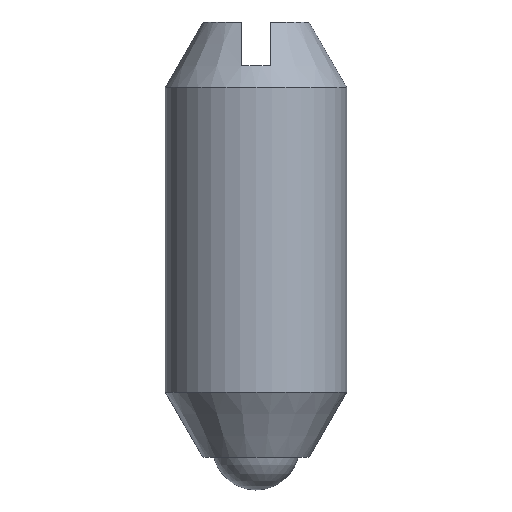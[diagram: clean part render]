
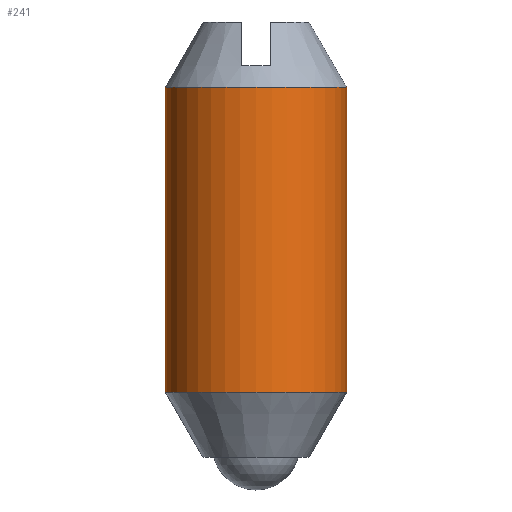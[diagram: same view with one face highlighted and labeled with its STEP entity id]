
A CAD part, front view. The second image highlights one B-rep face of the part: STEP entity #241.
In plain terms, the highlighted cylindrical face has radius 2.5 mm (diameter 5 mm), a partial arc.
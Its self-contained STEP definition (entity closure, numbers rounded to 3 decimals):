
#145=VERTEX_POINT('',#364);
#151=VERTEX_POINT('',#370);
#185=EDGE_CURVE('',#151,#307,#410,.T.);
#189=EDGE_CURVE('',#145,#227,#415,.T.);
#227=VERTEX_POINT('',#455);
#241=ADVANCED_FACE('',(#470),#471,.T.);
#275=EDGE_CURVE('',#145,#151,#508,.T.);
#291=EDGE_CURVE('',#307,#227,#525,.T.);
#307=VERTEX_POINT('',#544);
#364=CARTESIAN_POINT('',(2.5,0.,2.7));
#370=CARTESIAN_POINT('',(2.5,0.,11.1));
#410=CIRCLE('',#671,2.5);
#415=CIRCLE('',#677,2.5);
#455=CARTESIAN_POINT('',(-2.5,0.,2.7));
#470=FACE_OUTER_BOUND('',#763,.T.);
#471=CYLINDRICAL_SURFACE('',#764,2.5);
#508=LINE('',#810,#811);
#525=LINE('',#846,#847);
#544=CARTESIAN_POINT('',(-2.5,0.,11.1));
#671=AXIS2_PLACEMENT_3D('',#980,#981,#982);
#677=AXIS2_PLACEMENT_3D('',#991,#992,#993);
#763=EDGE_LOOP('',(#1046,#1047,#1048,#1049));
#764=AXIS2_PLACEMENT_3D('',#1050,#1051,#1052);
#810=CARTESIAN_POINT('',(2.5,0.,6.9));
#811=VECTOR('',#1088,1.0);
#846=CARTESIAN_POINT('',(-2.5,0.,6.9));
#847=VECTOR('',#1103,1.0);
#980=CARTESIAN_POINT('',(0.,0.,11.1));
#981=DIRECTION('',(0.0,0.0,-1.0));
#982=DIRECTION('',(-1.0,0.,0.0));
#991=CARTESIAN_POINT('',(0.,0.,2.7));
#992=DIRECTION('',(0.0,0.0,-1.0));
#993=DIRECTION('',(-1.0,0.,0.0));
#1046=ORIENTED_EDGE('',*,*,#291,.T.);
#1047=ORIENTED_EDGE('',*,*,#189,.F.);
#1048=ORIENTED_EDGE('',*,*,#275,.T.);
#1049=ORIENTED_EDGE('',*,*,#185,.T.);
#1050=CARTESIAN_POINT('',(0.,0.,6.9));
#1051=DIRECTION('',(-0.0,-0.0,1.0));
#1052=DIRECTION('',(-1.0,0.,0.0));
#1088=DIRECTION('',(-0.0,-0.0,1.0));
#1103=DIRECTION('',(0.0,0.0,-1.0));
